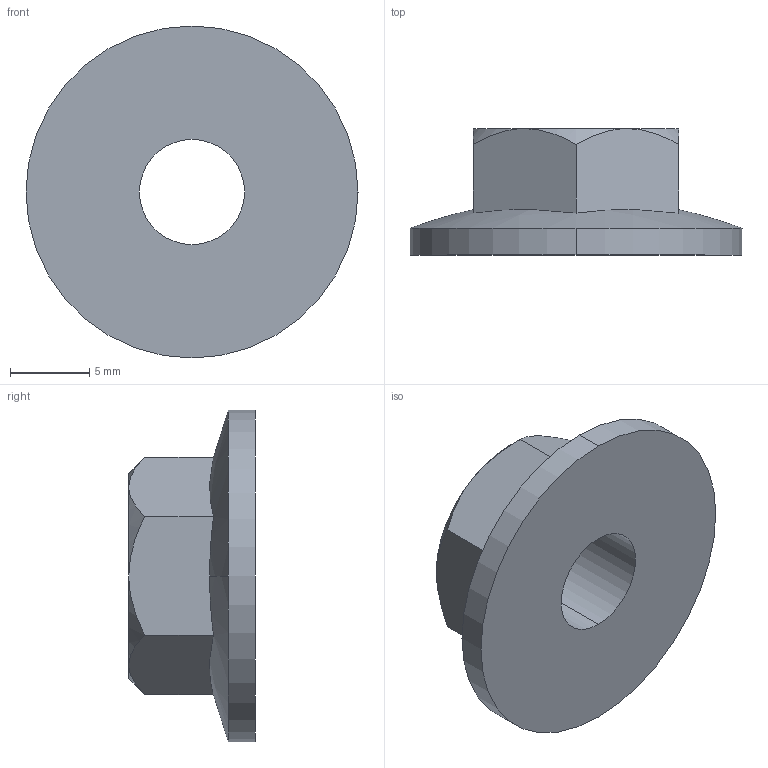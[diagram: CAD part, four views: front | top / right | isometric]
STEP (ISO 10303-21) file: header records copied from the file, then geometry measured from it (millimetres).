
FILE_DESCRIPTION (( 'STEP AP214' ), '1' );
FILE_NAME ('6210660', '2019-02-01T14:22:23', ( '' ), ('JUGARD+KÜNSTNER GmbH'), 'SwSTEP 2.0', 'SolidWorks 2017', '' );
FILE_SCHEMA (( 'AUTOMOTIVE_DESIGN' ));
Length unit declared in the file: millimetre
Products named in the file (1): 6210660_CNAJF00
Bounding box: 21 x 8 x 21 mm (x, y, z)
Surface area: 1136 mm2 (no closed solid volume)
Topology: 0 solids, 1 shells, 20 faces, 66 edges, 42 vertices
Faces by surface type: plane 8, cone 6, cylinder 4, bspline 2
Entity records: 841 total; most frequent: CARTESIAN_POINT 259, DIRECTION 116, ORIENTED_EDGE 114, EDGE_CURVE 66, AXIS2_PLACEMENT_3D 47, VERTEX_POINT 42, CIRCLE 28, VECTOR 22
